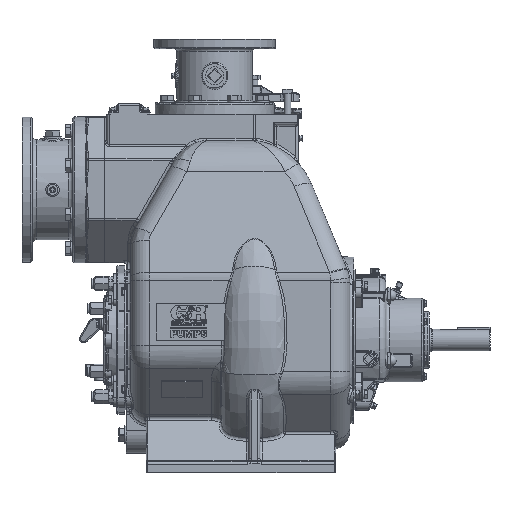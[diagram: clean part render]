
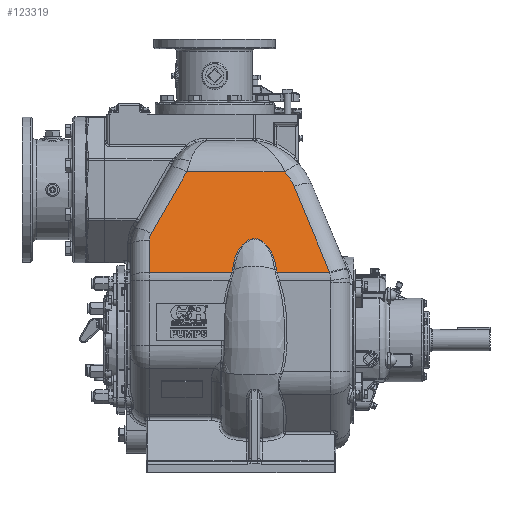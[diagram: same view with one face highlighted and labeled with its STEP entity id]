
A CAD part, front view. The second image highlights one B-rep face of the part: STEP entity #123319.
In plain terms, the highlighted planar face has unit normal (0, -0.966, 0.259).
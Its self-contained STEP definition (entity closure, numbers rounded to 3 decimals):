
#915=ELLIPSE('',#131607,1.294,1.25);
#925=ELLIPSE('',#131722,5.047,4.875);
#3657=PLANE('',#131721);
#5143=B_SPLINE_CURVE_WITH_KNOTS('',3,(#211090,#211091,#211092,#211093),
 .UNSPECIFIED.,.F.,.F.,(4,4),(0.,0.007),.UNSPECIFIED.);
#5145=B_SPLINE_CURVE_WITH_KNOTS('',3,(#211234,#211235,#211236,#211237,#211238,
#211239,#211240,#211241,#211242,#211243,#211244,#211245,#211246,#211247,
#211248,#211249,#211250,#211251,#211252,#211253,#211254,#211255,#211256,
#211257,#211258,#211259,#211260,#211261,#211262,#211263,#211264,#211265,
#211266,#211267),.UNSPECIFIED.,.F.,.F.,(4,1,1,1,1,1,1,1,1,1,1,1,1,1,1,1,
1,1,1,1,1,1,1,1,1,1,1,1,1,1,1,4),(0.,0.003,0.006,
0.012,0.025,0.037,0.049,
0.055,0.061,0.067,0.074,
0.08,0.086,0.089,0.092,
0.095,0.098,0.101,0.104,
0.11,0.116,0.123,0.129,
0.135,0.141,0.147,0.159,
0.172,0.184,0.19,0.193,
0.196),.UNSPECIFIED.);
#5147=B_SPLINE_CURVE_WITH_KNOTS('',3,(#211289,#211290,#211291,#211292),
 .UNSPECIFIED.,.F.,.F.,(4,4),(0.,0.007),
 .UNSPECIFIED.);
#11002=LINE('',#211294,#17414);
#11003=LINE('',#211298,#17415);
#11004=LINE('',#211318,#17416);
#11011=LINE('',#211454,#17423);
#11061=LINE('',#212342,#17473);
#11063=LINE('',#212353,#17475);
#17414=VECTOR('',#153549,39.37);
#17415=VECTOR('',#153554,39.37);
#17416=VECTOR('',#153561,39.37);
#17423=VECTOR('',#153600,39.37);
#17473=VECTOR('',#153840,39.37);
#17475=VECTOR('',#153846,39.37);
#40132=ORIENTED_EDGE('',*,*,#54515,.T.);
#40133=ORIENTED_EDGE('',*,*,#54514,.T.);
#40134=ORIENTED_EDGE('',*,*,#54512,.T.);
#40135=ORIENTED_EDGE('',*,*,#54510,.T.);
#40136=ORIENTED_EDGE('',*,*,#54509,.T.);
#40137=ORIENTED_EDGE('',*,*,#54507,.T.);
#40138=ORIENTED_EDGE('',*,*,#54505,.T.);
#40139=ORIENTED_EDGE('',*,*,#54661,.T.);
#40140=ORIENTED_EDGE('',*,*,#54665,.T.);
#40141=ORIENTED_EDGE('',*,*,#54666,.T.);
#40142=ORIENTED_EDGE('',*,*,#54538,.F.);
#54505=EDGE_CURVE('',#63087,#63086,#5143,.T.);
#54507=EDGE_CURVE('',#63088,#63087,#5145,.T.);
#54509=EDGE_CURVE('',#62936,#63088,#5147,.T.);
#54510=EDGE_CURVE('',#62937,#62936,#11002,.T.);
#54512=EDGE_CURVE('',#63089,#62937,#11003,.F.);
#54514=EDGE_CURVE('',#63090,#63089,#915,.F.);
#54515=EDGE_CURVE('',#62956,#63090,#11004,.F.);
#54538=EDGE_CURVE('',#62956,#63103,#11011,.T.);
#54661=EDGE_CURVE('',#63086,#63163,#11061,.T.);
#54665=EDGE_CURVE('',#63163,#63166,#11063,.F.);
#54666=EDGE_CURVE('',#63166,#63103,#925,.F.);
#62936=VERTEX_POINT('',#206187);
#62937=VERTEX_POINT('',#206200);
#62956=VERTEX_POINT('',#206340);
#63086=VERTEX_POINT('',#211073);
#63087=VERTEX_POINT('',#211094);
#63088=VERTEX_POINT('',#211268);
#63089=VERTEX_POINT('',#211297);
#63090=VERTEX_POINT('',#211315);
#63103=VERTEX_POINT('',#211455);
#63163=VERTEX_POINT('',#212343);
#63166=VERTEX_POINT('',#212354);
#73402=EDGE_LOOP('',(#40132,#40133,#40134,#40135,#40136,#40137,#40138,#40139,
#40140,#40141,#40142));
#79575=FACE_BOUND('',#73402,.T.);
#123319=ADVANCED_FACE('',(#79575),#3657,.F.);
#131607=AXIS2_PLACEMENT_3D('',#211316,#153557,#153558);
#131721=AXIS2_PLACEMENT_3D('',#212352,#153844,#153845);
#131722=AXIS2_PLACEMENT_3D('',#212355,#153847,#153848);
#153549=DIRECTION('',(1.,0.,0.));
#153554=DIRECTION('',(0.,0.259,0.966));
#153557=DIRECTION('',(0.,0.966,-0.259));
#153558=DIRECTION('',(0.,0.259,0.966));
#153561=DIRECTION('',(0.487,0.226,0.844));
#153600=DIRECTION('',(1.,0.,0.));
#153840=DIRECTION('',(1.,0.,0.));
#153844=DIRECTION('',(0.,0.966,-0.259));
#153845=DIRECTION('',(0.,0.259,0.966));
#153846=DIRECTION('',(0.371,-0.24,-0.897));
#153847=DIRECTION('',(0.,0.966,-0.259));
#153848=DIRECTION('',(0.,0.259,0.966));
#206187=CARTESIAN_POINT('',(-19.212,-11.273,6.261));
#206200=CARTESIAN_POINT('',(-26.81,-11.273,6.261));
#206340=CARTESIAN_POINT('',(-23.368,-8.791,15.525));
#211073=CARTESIAN_POINT('',(-15.029,-11.273,6.261));
#211090=CARTESIAN_POINT('',(-15.08,-11.205,6.516));
#211091=CARTESIAN_POINT('',(-15.062,-11.227,6.432));
#211092=CARTESIAN_POINT('',(-15.045,-11.25,6.347));
#211093=CARTESIAN_POINT('',(-15.029,-11.273,6.261));
#211094=CARTESIAN_POINT('',(-15.08,-11.205,6.516));
#211234=CARTESIAN_POINT('',(-19.161,-11.205,6.516));
#211235=CARTESIAN_POINT('',(-19.155,-11.194,6.555));
#211236=CARTESIAN_POINT('',(-19.145,-11.173,6.633));
#211237=CARTESIAN_POINT('',(-19.119,-11.132,6.787));
#211238=CARTESIAN_POINT('',(-19.068,-11.06,7.055));
#211239=CARTESIAN_POINT('',(-18.974,-10.959,7.433));
#211240=CARTESIAN_POINT('',(-18.822,-10.84,7.876));
#211241=CARTESIAN_POINT('',(-18.652,-10.744,8.235));
#211242=CARTESIAN_POINT('',(-18.485,-10.672,8.503));
#211243=CARTESIAN_POINT('',(-18.343,-10.62,8.696));
#211244=CARTESIAN_POINT('',(-18.182,-10.573,8.872));
#211245=CARTESIAN_POINT('',(-18.006,-10.53,9.033));
#211246=CARTESIAN_POINT('',(-17.809,-10.492,9.175));
#211247=CARTESIAN_POINT('',(-17.631,-10.467,9.269));
#211248=CARTESIAN_POINT('',(-17.478,-10.452,9.325));
#211249=CARTESIAN_POINT('',(-17.36,-10.444,9.356));
#211250=CARTESIAN_POINT('',(-17.24,-10.438,9.375));
#211251=CARTESIAN_POINT('',(-17.117,-10.437,9.382));
#211252=CARTESIAN_POINT('',(-16.995,-10.439,9.375));
#211253=CARTESIAN_POINT('',(-16.836,-10.446,9.349));
#211254=CARTESIAN_POINT('',(-16.641,-10.463,9.285));
#211255=CARTESIAN_POINT('',(-16.428,-10.493,9.173));
#211256=CARTESIAN_POINT('',(-16.232,-10.531,9.031));
#211257=CARTESIAN_POINT('',(-16.056,-10.574,8.87));
#211258=CARTESIAN_POINT('',(-15.897,-10.621,8.694));
#211259=CARTESIAN_POINT('',(-15.755,-10.672,8.502));
#211260=CARTESIAN_POINT('',(-15.589,-10.744,8.233));
#211261=CARTESIAN_POINT('',(-15.421,-10.839,7.881));
#211262=CARTESIAN_POINT('',(-15.267,-10.958,7.436));
#211263=CARTESIAN_POINT('',(-15.173,-11.06,7.056));
#211264=CARTESIAN_POINT('',(-15.122,-11.132,6.787));
#211265=CARTESIAN_POINT('',(-15.097,-11.173,6.632));
#211266=CARTESIAN_POINT('',(-15.086,-11.194,6.555));
#211267=CARTESIAN_POINT('',(-15.08,-11.205,6.516));
#211268=CARTESIAN_POINT('',(-19.161,-11.205,6.516));
#211289=CARTESIAN_POINT('',(-19.212,-11.273,6.261));
#211290=CARTESIAN_POINT('',(-19.197,-11.25,6.347));
#211291=CARTESIAN_POINT('',(-19.18,-11.227,6.432));
#211292=CARTESIAN_POINT('',(-19.161,-11.205,6.516));
#211294=CARTESIAN_POINT('',(-28.56,-11.273,6.261));
#211297=CARTESIAN_POINT('',(-26.81,-10.478,9.229));
#211298=CARTESIAN_POINT('',(-26.81,-11.273,6.261));
#211315=CARTESIAN_POINT('',(-26.642,-10.31,9.854));
#211316=CARTESIAN_POINT('',(-25.56,-10.478,9.229));
#211318=CARTESIAN_POINT('',(-26.816,-10.391,9.553));
#211454=CARTESIAN_POINT('',(-28.56,-8.791,15.525));
#211455=CARTESIAN_POINT('',(-14.289,-8.791,15.525));
#212342=CARTESIAN_POINT('',(-28.56,-11.273,6.261));
#212343=CARTESIAN_POINT('',(-10.175,-11.273,6.261));
#212352=CARTESIAN_POINT('',(-28.56,-8.791,15.525));
#212353=CARTESIAN_POINT('',(-13.31,-9.244,13.832));
#212354=CARTESIAN_POINT('',(-13.456,-9.15,14.184));
#212355=CARTESIAN_POINT('',(-17.96,-9.65,12.318));
